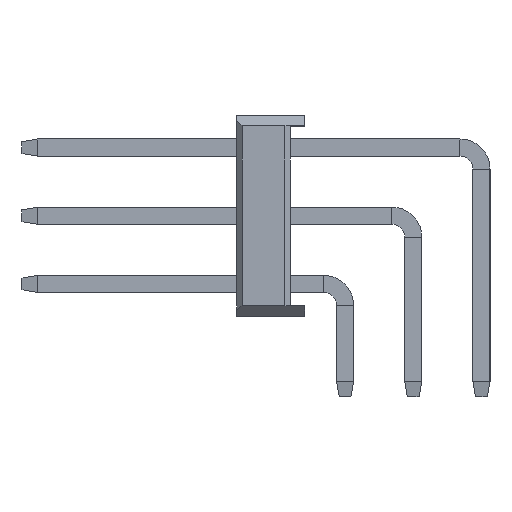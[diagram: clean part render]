
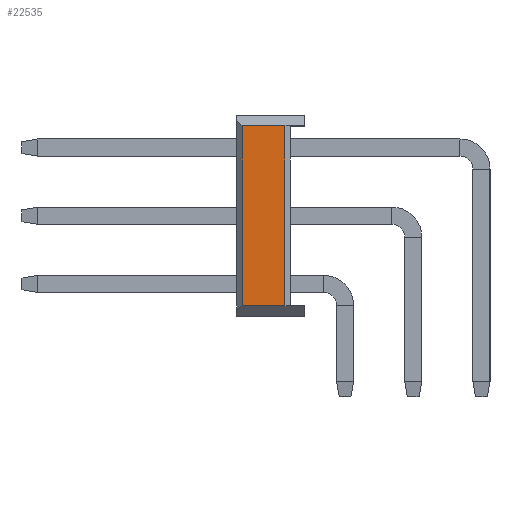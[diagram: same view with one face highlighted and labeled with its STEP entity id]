
A CAD part, left-side view. The second image highlights one B-rep face of the part: STEP entity #22535.
In plain terms, the highlighted planar face has unit normal (-1, 0, 0).
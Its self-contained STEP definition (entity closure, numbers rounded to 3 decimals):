
#202 = DIRECTION ( 'NONE',  ( 0., 0., -1. ) ) ;
#1128 = LINE ( 'NONE', #21960, #17259 ) ;
#2774 = FACE_OUTER_BOUND ( 'NONE', #3368, .T. ) ;
#3040 = ORIENTED_EDGE ( 'NONE', *, *, #12750, .T. ) ;
#3368 = EDGE_LOOP ( 'NONE', ( #20158, #21485, #3040, #18202 ) ) ;
#4321 = CARTESIAN_POINT ( 'NONE',  ( -1.27, 0.74, 3.35 ) ) ;
#4360 = VECTOR ( 'NONE', #21076, 1000. ) ;
#5005 = LINE ( 'NONE', #18966, #4360 ) ;
#5401 = VECTOR ( 'NONE', #202, 1000. ) ;
#6199 = VERTEX_POINT ( 'NONE', #7093 ) ;
#6235 = VERTEX_POINT ( 'NONE', #13474 ) ;
#6325 = DIRECTION ( 'NONE',  ( 0., 0., -1. ) ) ;
#7093 = CARTESIAN_POINT ( 'NONE',  ( -1.27, 0.74, 3.35 ) ) ;
#8355 = PLANE ( 'NONE',  #13737 ) ;
#9439 = LINE ( 'NONE', #13083, #25563 ) ;
#11650 = EDGE_CURVE ( 'NONE', #6235, #24896, #9439, .T. ) ;
#12750 = EDGE_CURVE ( 'NONE', #24896, #20058, #1128, .T. ) ;
#13083 = CARTESIAN_POINT ( 'NONE',  ( -1.27, 2.34, -3.35 ) ) ;
#13423 = EDGE_CURVE ( 'NONE', #6235, #6199, #5005, .T. ) ;
#13474 = CARTESIAN_POINT ( 'NONE',  ( -1.27, 2.34, 3.35 ) ) ;
#13737 = AXIS2_PLACEMENT_3D ( 'NONE', #25178, #18925, #6325 ) ;
#14888 = CARTESIAN_POINT ( 'NONE',  ( -1.27, 0.74, -3.35 ) ) ;
#15212 = DIRECTION ( 'NONE',  ( 0., 0., -1. ) ) ;
#17259 = VECTOR ( 'NONE', #24096, 1000. ) ;
#18126 = CARTESIAN_POINT ( 'NONE',  ( -1.27, 2.34, -3.35 ) ) ;
#18202 = ORIENTED_EDGE ( 'NONE', *, *, #21986, .F. ) ;
#18925 = DIRECTION ( 'NONE',  ( 1., 0., 0. ) ) ;
#18966 = CARTESIAN_POINT ( 'NONE',  ( -1.27, 2.54, 3.35 ) ) ;
#20058 = VERTEX_POINT ( 'NONE', #14888 ) ;
#20158 = ORIENTED_EDGE ( 'NONE', *, *, #13423, .F. ) ;
#21076 = DIRECTION ( 'NONE',  ( 0., -1., 0. ) ) ;
#21485 = ORIENTED_EDGE ( 'NONE', *, *, #11650, .T. ) ;
#21960 = CARTESIAN_POINT ( 'NONE',  ( -1.27, 2.54, -3.35 ) ) ;
#21986 = EDGE_CURVE ( 'NONE', #6199, #20058, #24199, .T. ) ;
#22535 = ADVANCED_FACE ( 'NONE', ( #2774 ), #8355, .F. ) ;
#24096 = DIRECTION ( 'NONE',  ( 0., -1., 0. ) ) ;
#24199 = LINE ( 'NONE', #4321, #5401 ) ;
#24896 = VERTEX_POINT ( 'NONE', #18126 ) ;
#25178 = CARTESIAN_POINT ( 'NONE',  ( -1.27, 2.54, -3.35 ) ) ;
#25563 = VECTOR ( 'NONE', #15212, 1000. ) ;
